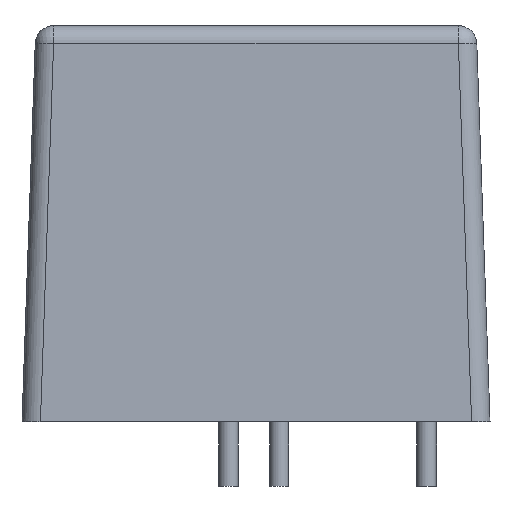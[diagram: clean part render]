
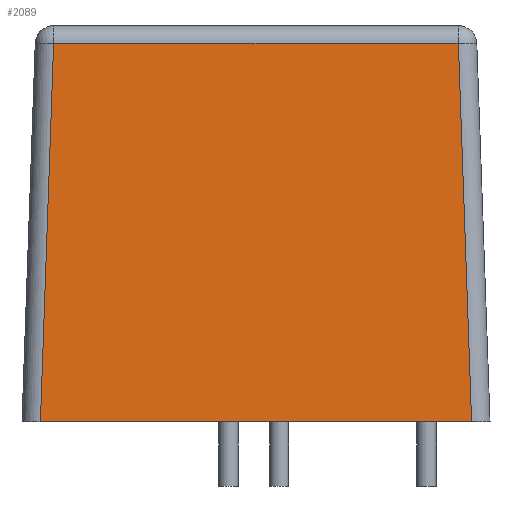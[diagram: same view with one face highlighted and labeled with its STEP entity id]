
A CAD part, left-side view. The second image highlights one B-rep face of the part: STEP entity #2089.
In plain terms, the highlighted planar face has unit normal (-0.999, 0, 0.035).
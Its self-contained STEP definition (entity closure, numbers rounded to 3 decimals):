
#137=PLANE('',#2245);
#222=FACE_OUTER_BOUND('',#343,.T.);
#343=EDGE_LOOP('',(#1411,#1412,#1413,#1414));
#466=LINE('',#2830,#672);
#468=LINE('',#2839,#674);
#469=LINE('',#2841,#675);
#470=LINE('',#2842,#676);
#672=VECTOR('',#2399,10.);
#674=VECTOR('',#2413,1000.);
#675=VECTOR('',#2414,10.);
#676=VECTOR('',#2415,1000.);
#904=VERTEX_POINT('',#2824);
#906=VERTEX_POINT('',#2828);
#907=VERTEX_POINT('',#2838);
#908=VERTEX_POINT('',#2840);
#1100=EDGE_CURVE('',#906,#904,#466,.T.);
#1104=EDGE_CURVE('',#906,#907,#468,.T.);
#1105=EDGE_CURVE('',#908,#907,#469,.T.);
#1106=EDGE_CURVE('',#908,#904,#470,.T.);
#1411=ORIENTED_EDGE('',*,*,#1100,.F.);
#1412=ORIENTED_EDGE('',*,*,#1104,.T.);
#1413=ORIENTED_EDGE('',*,*,#1105,.F.);
#1414=ORIENTED_EDGE('',*,*,#1106,.T.);
#2089=ADVANCED_FACE('',(#222),#137,.T.);
#2245=AXIS2_PLACEMENT_3D('',#2837,#2411,#2412);
#2399=DIRECTION('',(-0.035,-0.035,-0.999));
#2411=DIRECTION('center_axis',(-0.999,0.,
0.035));
#2412=DIRECTION('ref_axis',(0.035,0.,0.999));
#2413=DIRECTION('',(0.,1.,0.));
#2414=DIRECTION('',(0.035,-0.035,0.999));
#2415=DIRECTION('',(0.,-1.,0.));
#2824=CARTESIAN_POINT('',(-3.6,-21.251,0.));
#2828=CARTESIAN_POINT('',(-2.883,-20.534,20.535));
#2830=CARTESIAN_POINT('',(-3.585,-21.236,0.418));
#2837=CARTESIAN_POINT('Origin',(-3.6,3.45,0.));
#2838=CARTESIAN_POINT('',(-2.883,1.433,20.535));
#2839=CARTESIAN_POINT('',(-2.883,2.699,20.535));
#2840=CARTESIAN_POINT('',(-3.6,2.15,0.));
#2841=CARTESIAN_POINT('',(-3.574,2.124,0.751));
#2842=CARTESIAN_POINT('',(-3.6,3.45,0.));
